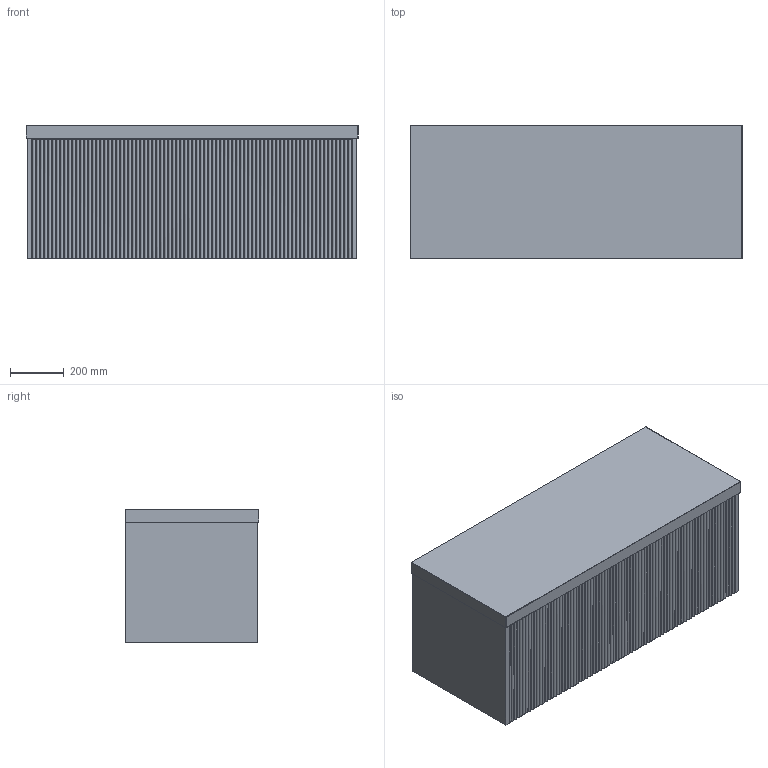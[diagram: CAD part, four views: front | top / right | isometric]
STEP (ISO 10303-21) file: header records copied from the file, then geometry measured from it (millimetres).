
FILE_DESCRIPTION(/* description */ (''),/* implementation_level */ '2;1');
FILE_NAME(/* name */ 'Kado Neue Fluted Square 1200 (50MM)',/* time_stamp */ '2025-07-09T15:06:55+10:00',/* author */ (''),/* organization */ (''),/* preprocessor_version */ 'ST-DEVELOPER v16.5',/* originating_system */ '',/* authorisation */ '');
FILE_SCHEMA (('AUTOMOTIVE_DESIGN'));
Length unit declared in the file: millimetre
Products named in the file (10): Document; Kado Neue Fluted Square 1200 (50MM); Kado Neue Fluted Square Benchtop (50MM) ALL; Kado Neue Fluted Square 1200 Benchtop (50MM); Kado Neue Fluted Square ALL18; Kado Neue Fluted Square 12001617; Kado Neue Fluted Panel 59512131415; Kado Neue Fluted Panel 59523456; Kado Neue Fluted Filler89; Kado Neue Fluted Carcass 150011
Assembly tree (11 placements, depth 6):
  Document
    Kado Neue Fluted Square 1200 (50MM)
      Kado Neue Fluted Square Benchtop (50MM) ALL
        Kado Neue Fluted Square 1200 Benchtop (50MM)
      Kado Neue Fluted Square ALL18
        Kado Neue Fluted Square 12001617
          Kado Neue Fluted Panel 59512131415  x2
            Kado Neue Fluted Panel 59523456
          Kado Neue Fluted Filler89  x2
          Kado Neue Fluted Carcass 150011
Bounding box: 1240 x 500 x 500 mm (x, y, z)
Volume: 51049363.5 mm3; surface area: 7082455.4 mm2
Topology: 10 solids, 10 shells, 391 faces, 1098 edges, 724 vertices
Faces by surface type: cylinder 246, plane 141, bspline 4
Entity records: 6772 total; most frequent: CARTESIAN_POINT 2440, ORIENTED_EDGE 1204, EDGE_CURVE 602, VERTEX_POINT 396, B_SPLINE_CURVE_WITH_KNOTS 350, DIRECTION 269, AXIS2_PLACEMENT_3D 244, EDGE_LOOP 224
